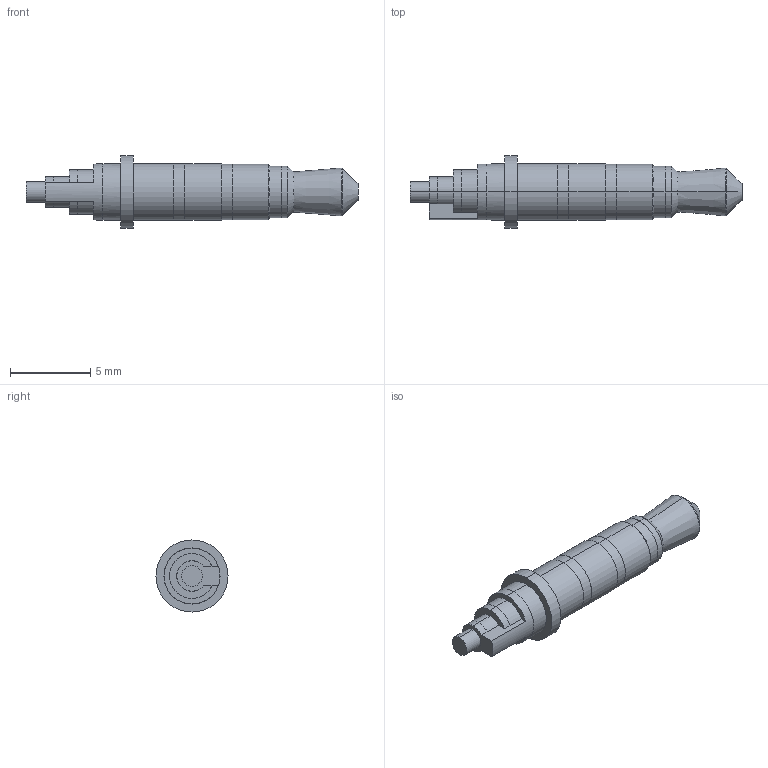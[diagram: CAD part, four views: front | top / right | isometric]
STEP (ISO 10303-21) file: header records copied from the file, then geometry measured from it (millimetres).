
FILE_DESCRIPTION (( 'STEP AP203' ), '1' );
FILE_NAME ('50-00501_revA.STEP', '2016-04-26T17:22:42', ( 'Joel' ), ( '' ), 'SwSTEP 2.0', 'SolidWorks 2015', '' );
FILE_SCHEMA (( 'CONFIG_CONTROL_DESIGN' ));
Length unit declared in the file: millimetre
Products named in the file (1): 50-00501_revA
Bounding box: 20.7 x 4.5 x 4.5 mm (x, y, z)
Volume: 160.7 mm3; surface area: 229.1 mm2
Topology: 1 solids, 1 shells, 61 faces, 138 edges, 88 vertices
Faces by surface type: cylinder 34, plane 17, cone 8, torus 2
Entity records: 1841 total; most frequent: DIRECTION 338, CARTESIAN_POINT 322, ORIENTED_EDGE 276, AXIS2_PLACEMENT_3D 140, EDGE_CURVE 138, VERTEX_POINT 88, CIRCLE 78, EDGE_LOOP 70
